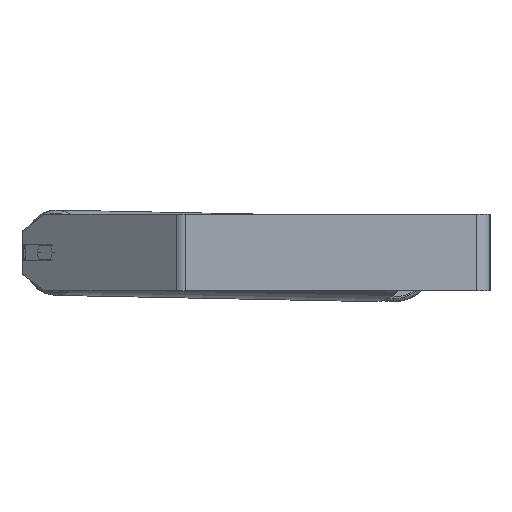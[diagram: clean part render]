
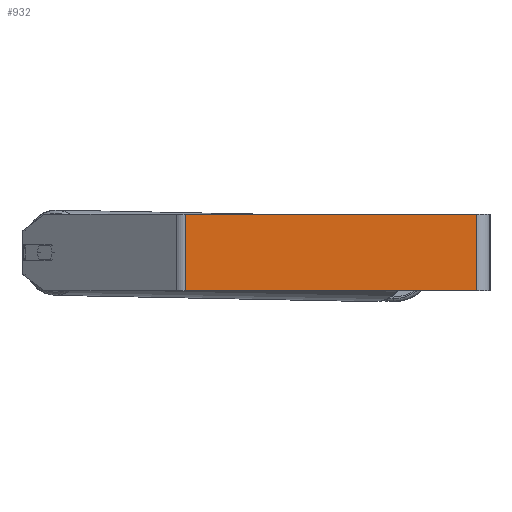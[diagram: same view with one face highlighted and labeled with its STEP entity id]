
A CAD part, left-side view. The second image highlights one B-rep face of the part: STEP entity #932.
In plain terms, the highlighted planar face has unit normal (-1, 0, 0).
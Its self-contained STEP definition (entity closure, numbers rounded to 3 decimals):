
#62 = VECTOR ( 'NONE', #1604, 1000. ) ;
#292 = LINE ( 'NONE', #869, #8257 ) ;
#534 = ORIENTED_EDGE ( 'NONE', *, *, #5368, .T. ) ;
#799 = LINE ( 'NONE', #7471, #4670 ) ;
#869 = CARTESIAN_POINT ( 'NONE',  ( -840., 323.207, 40. ) ) ;
#886 = VERTEX_POINT ( 'NONE', #5734 ) ;
#932 = ADVANCED_FACE ( 'NONE', ( #3239 ), #7915, .F. ) ;
#952 = CARTESIAN_POINT ( 'NONE',  ( -840., 318.111, 40. ) ) ;
#1328 = CARTESIAN_POINT ( 'NONE',  ( -840., 323.207, 40. ) ) ;
#1356 = CARTESIAN_POINT ( 'NONE',  ( -840., 318.111, 40. ) ) ;
#1604 = DIRECTION ( 'NONE',  ( 0., 0., -1. ) ) ;
#1685 = LINE ( 'NONE', #6275, #62 ) ;
#2162 = VECTOR ( 'NONE', #5494, 1000. ) ;
#2246 = EDGE_CURVE ( 'NONE', #886, #5080, #799, .T. ) ;
#2605 = VERTEX_POINT ( 'NONE', #952 ) ;
#2705 = DIRECTION ( 'NONE',  ( 1., 0., 0. ) ) ;
#3239 = FACE_OUTER_BOUND ( 'NONE', #4179, .T. ) ;
#3403 = CARTESIAN_POINT ( 'NONE',  ( -840., 14., -40. ) ) ;
#3928 = ORIENTED_EDGE ( 'NONE', *, *, #7767, .F. ) ;
#3949 = DIRECTION ( 'NONE',  ( 0., 0., -1. ) ) ;
#3964 = CARTESIAN_POINT ( 'NONE',  ( -840., 14., 40. ) ) ;
#4179 = EDGE_LOOP ( 'NONE', ( #6279, #3928, #8222, #534 ) ) ;
#4599 = VERTEX_POINT ( 'NONE', #3964 ) ;
#4670 = VECTOR ( 'NONE', #5466, 1000. ) ;
#5080 = VERTEX_POINT ( 'NONE', #3403 ) ;
#5368 = EDGE_CURVE ( 'NONE', #2605, #886, #8040, .T. ) ;
#5466 = DIRECTION ( 'NONE',  ( 0., -1., 0. ) ) ;
#5494 = DIRECTION ( 'NONE',  ( 0., 0., -1. ) ) ;
#5585 = DIRECTION ( 'NONE',  ( 0., -1., 0. ) ) ;
#5734 = CARTESIAN_POINT ( 'NONE',  ( -840., 318.111, -40. ) ) ;
#6275 = CARTESIAN_POINT ( 'NONE',  ( -840., 14., 40. ) ) ;
#6279 = ORIENTED_EDGE ( 'NONE', *, *, #2246, .T. ) ;
#6470 = AXIS2_PLACEMENT_3D ( 'NONE', #1328, #2705, #3949 ) ;
#7060 = EDGE_CURVE ( 'NONE', #2605, #4599, #292, .T. ) ;
#7471 = CARTESIAN_POINT ( 'NONE',  ( -840., 323.207, -40. ) ) ;
#7767 = EDGE_CURVE ( 'NONE', #4599, #5080, #1685, .T. ) ;
#7915 = PLANE ( 'NONE',  #6470 ) ;
#8040 = LINE ( 'NONE', #1356, #2162 ) ;
#8222 = ORIENTED_EDGE ( 'NONE', *, *, #7060, .F. ) ;
#8257 = VECTOR ( 'NONE', #5585, 1000. ) ;
